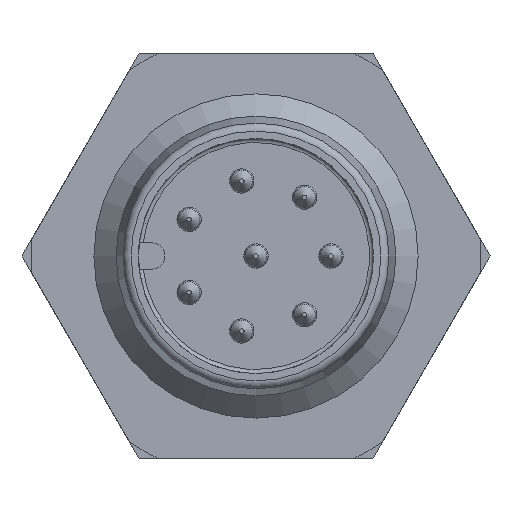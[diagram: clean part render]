
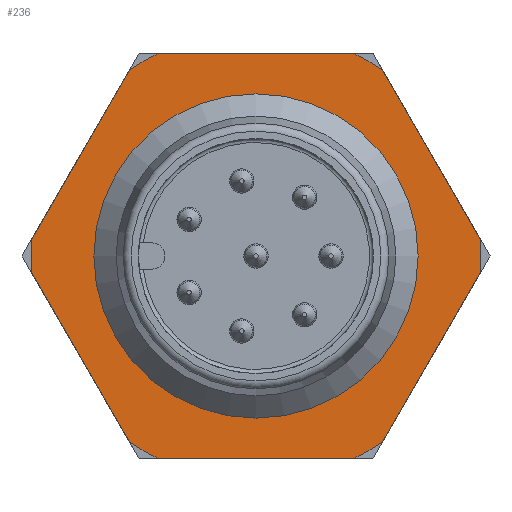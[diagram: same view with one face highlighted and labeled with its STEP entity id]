
A CAD part, left-side view. The second image highlights one B-rep face of the part: STEP entity #236.
In plain terms, the highlighted planar face has unit normal (-1, 0, 0).
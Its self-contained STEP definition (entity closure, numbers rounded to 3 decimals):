
#236=ADVANCED_FACE('',(#463,#464),#404,.T.);
#404=PLANE('',#2245);
#463=FACE_BOUND('',#702,.T.);
#464=FACE_BOUND('',#703,.T.);
#702=EDGE_LOOP('',(#1139,#1140,#1141,#1142,#1143,#1144,#1145,#1146,#1147,
#1148,#1149,#1150));
#703=EDGE_LOOP('',(#1151));
#1000=LINE('',#3325,#1064);
#1001=LINE('',#3329,#1065);
#1002=LINE('',#3333,#1066);
#1003=LINE('',#3337,#1067);
#1004=LINE('',#3341,#1068);
#1005=LINE('',#3345,#1069);
#1064=VECTOR('',#2581,1.);
#1065=VECTOR('',#2584,1.);
#1066=VECTOR('',#2587,1.);
#1067=VECTOR('',#2590,1.);
#1068=VECTOR('',#2593,1.);
#1069=VECTOR('',#2596,1.);
#1139=ORIENTED_EDGE('',*,*,#1835,.F.);
#1140=ORIENTED_EDGE('',*,*,#1836,.T.);
#1141=ORIENTED_EDGE('',*,*,#1837,.F.);
#1142=ORIENTED_EDGE('',*,*,#1838,.T.);
#1143=ORIENTED_EDGE('',*,*,#1839,.F.);
#1144=ORIENTED_EDGE('',*,*,#1840,.T.);
#1145=ORIENTED_EDGE('',*,*,#1841,.F.);
#1146=ORIENTED_EDGE('',*,*,#1842,.T.);
#1147=ORIENTED_EDGE('',*,*,#1843,.F.);
#1148=ORIENTED_EDGE('',*,*,#1844,.T.);
#1149=ORIENTED_EDGE('',*,*,#1845,.F.);
#1150=ORIENTED_EDGE('',*,*,#1846,.T.);
#1151=ORIENTED_EDGE('',*,*,#1847,.T.);
#1633=VERTEX_POINT('',#3323);
#1634=VERTEX_POINT('',#3324);
#1635=VERTEX_POINT('',#3326);
#1636=VERTEX_POINT('',#3328);
#1637=VERTEX_POINT('',#3330);
#1638=VERTEX_POINT('',#3332);
#1639=VERTEX_POINT('',#3334);
#1640=VERTEX_POINT('',#3336);
#1641=VERTEX_POINT('',#3338);
#1642=VERTEX_POINT('',#3340);
#1643=VERTEX_POINT('',#3342);
#1644=VERTEX_POINT('',#3344);
#1645=VERTEX_POINT('',#3347);
#1835=EDGE_CURVE('',#1633,#1634,#2074,.T.);
#1836=EDGE_CURVE('',#1633,#1635,#1000,.T.);
#1837=EDGE_CURVE('',#1636,#1635,#2075,.T.);
#1838=EDGE_CURVE('',#1636,#1637,#1001,.T.);
#1839=EDGE_CURVE('',#1638,#1637,#2076,.T.);
#1840=EDGE_CURVE('',#1638,#1639,#1002,.T.);
#1841=EDGE_CURVE('',#1640,#1639,#2077,.T.);
#1842=EDGE_CURVE('',#1640,#1641,#1003,.T.);
#1843=EDGE_CURVE('',#1642,#1641,#2078,.T.);
#1844=EDGE_CURVE('',#1642,#1643,#1004,.T.);
#1845=EDGE_CURVE('',#1644,#1643,#2079,.T.);
#1846=EDGE_CURVE('',#1644,#1634,#1005,.T.);
#1847=EDGE_CURVE('',#1645,#1645,#2080,.T.);
#2074=CIRCLE('',#2238,5.55);
#2075=CIRCLE('',#2239,5.55);
#2076=CIRCLE('',#2240,5.55);
#2077=CIRCLE('',#2241,5.55);
#2078=CIRCLE('',#2242,5.55);
#2079=CIRCLE('',#2243,5.55);
#2080=CIRCLE('',#2244,4.);
#2238=AXIS2_PLACEMENT_3D('',#3322,#2579,#2580);
#2239=AXIS2_PLACEMENT_3D('',#3327,#2582,#2583);
#2240=AXIS2_PLACEMENT_3D('',#3331,#2585,#2586);
#2241=AXIS2_PLACEMENT_3D('',#3335,#2588,#2589);
#2242=AXIS2_PLACEMENT_3D('',#3339,#2591,#2592);
#2243=AXIS2_PLACEMENT_3D('',#3343,#2594,#2595);
#2244=AXIS2_PLACEMENT_3D('',#3346,#2597,#2598);
#2245=AXIS2_PLACEMENT_3D('',#3348,#2599,#2600);
#2579=DIRECTION('',(1.,0.,0.));
#2580=DIRECTION('',(0.,0.5,0.866));
#2581=DIRECTION('',(0.,1.,0.));
#2582=DIRECTION('',(1.,0.,0.));
#2583=DIRECTION('',(0.,0.5,0.866));
#2584=DIRECTION('',(0.,0.5,-0.866));
#2585=DIRECTION('',(1.,0.,0.));
#2586=DIRECTION('',(0.,0.5,0.866));
#2587=DIRECTION('',(0.,-0.5,-0.866));
#2588=DIRECTION('',(1.,0.,0.));
#2589=DIRECTION('',(0.,0.5,0.866));
#2590=DIRECTION('',(0.,-1.,0.));
#2591=DIRECTION('',(1.,0.,0.));
#2592=DIRECTION('',(0.,0.5,0.866));
#2593=DIRECTION('',(0.,-0.5,0.866));
#2594=DIRECTION('',(1.,0.,0.));
#2595=DIRECTION('',(0.,0.5,0.866));
#2596=DIRECTION('',(0.,0.5,0.866));
#2597=DIRECTION('',(1.,0.,0.));
#2598=DIRECTION('',(0.,1.,0.));
#2599=DIRECTION('',(-1.,0.,0.));
#2600=DIRECTION('',(0.,-1.,0.));
#3322=CARTESIAN_POINT('',(-38.684,-48.739,4.822));
#3323=CARTESIAN_POINT('',(-38.684,-51.148,9.822));
#3324=CARTESIAN_POINT('',(-38.684,-51.865,9.409));
#3325=CARTESIAN_POINT('',(-38.684,-48.739,9.822));
#3326=CARTESIAN_POINT('',(-38.684,-46.33,9.822));
#3327=CARTESIAN_POINT('',(-38.684,-48.739,4.822));
#3328=CARTESIAN_POINT('',(-38.684,-45.613,9.409));
#3329=CARTESIAN_POINT('',(-38.684,-45.852,9.822));
#3330=CARTESIAN_POINT('',(-38.684,-43.204,5.236));
#3331=CARTESIAN_POINT('',(-38.684,-48.739,4.822));
#3332=CARTESIAN_POINT('',(-38.684,-43.204,4.409));
#3333=CARTESIAN_POINT('',(-38.684,-42.965,4.822));
#3334=CARTESIAN_POINT('',(-38.684,-45.613,0.236));
#3335=CARTESIAN_POINT('',(-38.684,-48.739,4.822));
#3336=CARTESIAN_POINT('',(-38.684,-46.33,-0.178));
#3337=CARTESIAN_POINT('',(-38.684,-48.739,-0.178));
#3338=CARTESIAN_POINT('',(-38.684,-51.148,-0.178));
#3339=CARTESIAN_POINT('',(-38.684,-48.739,4.822));
#3340=CARTESIAN_POINT('',(-38.684,-51.865,0.236));
#3341=CARTESIAN_POINT('',(-38.684,-51.626,-0.178));
#3342=CARTESIAN_POINT('',(-38.684,-54.273,4.409));
#3343=CARTESIAN_POINT('',(-38.684,-48.739,4.822));
#3344=CARTESIAN_POINT('',(-38.684,-54.273,5.236));
#3345=CARTESIAN_POINT('',(-38.684,-54.512,4.822));
#3346=CARTESIAN_POINT('',(-38.684,-48.739,4.822));
#3347=CARTESIAN_POINT('',(-38.684,-44.739,4.822));
#3348=CARTESIAN_POINT('',(-38.684,-40.739,4.822));
